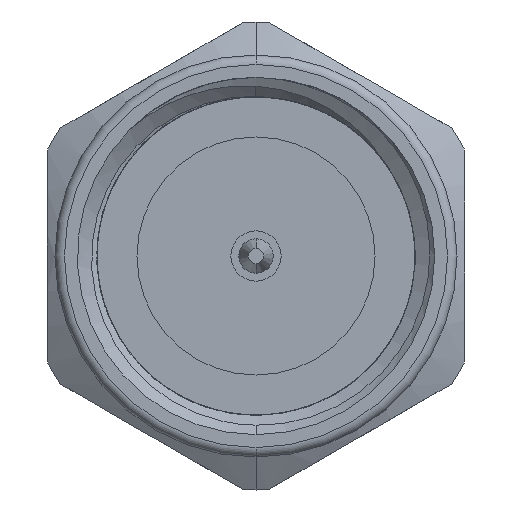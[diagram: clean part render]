
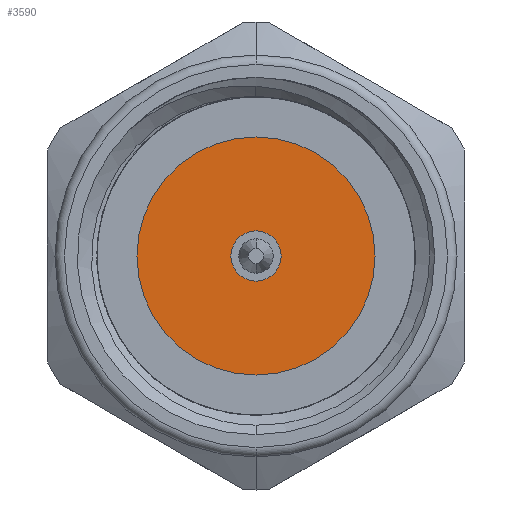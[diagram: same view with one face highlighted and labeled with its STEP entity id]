
A CAD part, left-side view. The second image highlights one B-rep face of the part: STEP entity #3590.
In plain terms, the highlighted planar face has unit normal (-1, 0, 0).
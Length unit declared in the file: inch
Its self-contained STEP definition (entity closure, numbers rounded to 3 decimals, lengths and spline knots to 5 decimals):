
#161 = VERTEX_POINT ( 'NONE', #3725 ) ;
#457 = EDGE_LOOP ( 'NONE', ( #4417, #3352 ) ) ;
#479 = ORIENTED_EDGE ( 'NONE', *, *, #3940, .T. ) ;
#506 = CARTESIAN_POINT ( 'NONE',  ( 0.21301, 0., -0.125 ) ) ;
#554 = CARTESIAN_POINT ( 'NONE',  ( 0.21301, 0., 0. ) ) ;
#874 = AXIS2_PLACEMENT_3D ( 'NONE', #1049, #4755, #3192 ) ;
#1049 = CARTESIAN_POINT ( 'NONE',  ( 0.21301, 0., 0. ) ) ;
#1194 = CARTESIAN_POINT ( 'NONE',  ( 0.21301, 0., 0. ) ) ;
#1214 = CIRCLE ( 'NONE', #6962, 0.02635 ) ;
#1653 = DIRECTION ( 'NONE',  ( 0., 0., 1. ) ) ;
#1936 = CARTESIAN_POINT ( 'NONE',  ( 0.21301, 0., 0. ) ) ;
#2189 = CIRCLE ( 'NONE', #5695, 0.02635 ) ;
#2213 = DIRECTION ( 'NONE',  ( -1., 0., 0. ) ) ;
#2362 = VERTEX_POINT ( 'NONE', #5986 ) ;
#2393 = DIRECTION ( 'NONE',  ( -1., 0., 0. ) ) ;
#3184 = EDGE_CURVE ( 'NONE', #4009, #161, #1214, .T. ) ;
#3192 = DIRECTION ( 'NONE',  ( 0., 0., 1. ) ) ;
#3284 = EDGE_CURVE ( 'NONE', #3314, #2362, #4034, .T. ) ;
#3314 = VERTEX_POINT ( 'NONE', #506 ) ;
#3352 = ORIENTED_EDGE ( 'NONE', *, *, #5286, .F. ) ;
#3518 = PLANE ( 'NONE',  #6079 ) ;
#3585 = EDGE_LOOP ( 'NONE', ( #479, #4126 ) ) ;
#3590 = ADVANCED_FACE ( 'NONE', ( #6094, #5689 ), #3518, .T. ) ;
#3688 = CIRCLE ( 'NONE', #5505, 0.125 ) ;
#3725 = CARTESIAN_POINT ( 'NONE',  ( 0.21301, 0., 0.02635 ) ) ;
#3940 = EDGE_CURVE ( 'NONE', #2362, #3314, #3688, .T. ) ;
#4009 = VERTEX_POINT ( 'NONE', #5430 ) ;
#4034 = CIRCLE ( 'NONE', #874, 0.125 ) ;
#4086 = DIRECTION ( 'NONE',  ( -1., 0., 0. ) ) ;
#4126 = ORIENTED_EDGE ( 'NONE', *, *, #3284, .T. ) ;
#4417 = ORIENTED_EDGE ( 'NONE', *, *, #3184, .F. ) ;
#4755 = DIRECTION ( 'NONE',  ( -1., 0., 0. ) ) ;
#4801 = CARTESIAN_POINT ( 'NONE',  ( 0.21301, 0., 0. ) ) ;
#5120 = DIRECTION ( 'NONE',  ( 0., 0., 1. ) ) ;
#5286 = EDGE_CURVE ( 'NONE', #161, #4009, #2189, .T. ) ;
#5430 = CARTESIAN_POINT ( 'NONE',  ( 0.21301, 0., -0.02635 ) ) ;
#5505 = AXIS2_PLACEMENT_3D ( 'NONE', #554, #2213, #6496 ) ;
#5507 = DIRECTION ( 'NONE',  ( 0., 0., 1. ) ) ;
#5689 = FACE_OUTER_BOUND ( 'NONE', #3585, .T. ) ;
#5695 = AXIS2_PLACEMENT_3D ( 'NONE', #4801, #5841, #1653 ) ;
#5841 = DIRECTION ( 'NONE',  ( -1., 0., 0. ) ) ;
#5986 = CARTESIAN_POINT ( 'NONE',  ( 0.21301, 0., 0.125 ) ) ;
#6079 = AXIS2_PLACEMENT_3D ( 'NONE', #1936, #4086, #5120 ) ;
#6094 = FACE_BOUND ( 'NONE', #457, .T. ) ;
#6496 = DIRECTION ( 'NONE',  ( 0., 0., 1. ) ) ;
#6962 = AXIS2_PLACEMENT_3D ( 'NONE', #1194, #2393, #5507 ) ;
